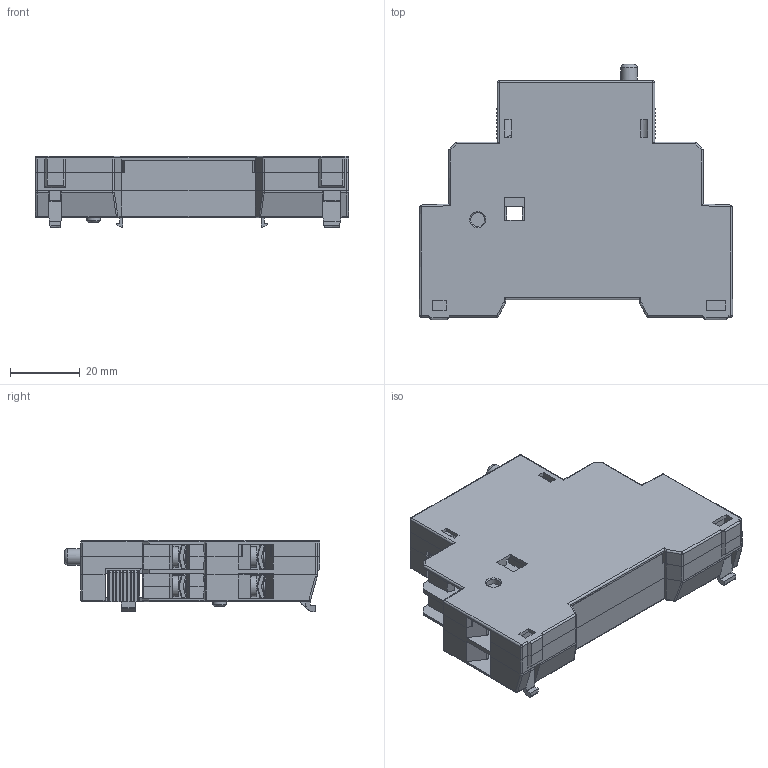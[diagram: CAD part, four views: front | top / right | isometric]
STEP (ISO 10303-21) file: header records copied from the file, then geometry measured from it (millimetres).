
FILE_DESCRIPTION((''),'2;1');
FILE_NAME('12M90031G01 - STA22S25.stp','2015-05-26T13:40:40',('rshanor'),(''),'Autodesk Inventor 2013','Autodesk Inventor 2013','');
FILE_SCHEMA(('AUTOMOTIVE_DESIGN { 1 2 10303 214 0 1 1 1 }'));
Length unit declared in the file: millimetre
Products named in the file (1): 12M90031X01
Bounding box: 89.5 x 72.9 x 20.44 mm (x, y, z)
Surface area: 57517.2 mm2 (no closed solid volume)
Topology: 0 solids, 21 shells, 3416 faces, 9267 edges, 6040 vertices
Faces by surface type: plane 2599, cylinder 630, bspline 60, torus 58, cone 51, sphere 18
Full cylindrical faces by diameter (mm): 1 x19, 1.1 x4, 2 x14, 2.1 x2, 2.2 x9, 2.4 x5, 2.5 x23, 2.6 x15, 2.8 x8, 3 x18, 3.7 x1, 3.9 x1, 4 x1, 4.7 x1, 5 x12, 5.2 x1, 5.9 x8, 6 x1
Entity records: 111508 total; most frequent: CARTESIAN_POINT 22264, ORIENTED_EDGE 17986, DIRECTION 16928, EDGE_CURVE 8993, VECTOR 7318, LINE 7318, VERTEX_POINT 5990, AXIS2_PLACEMENT_3D 4805
